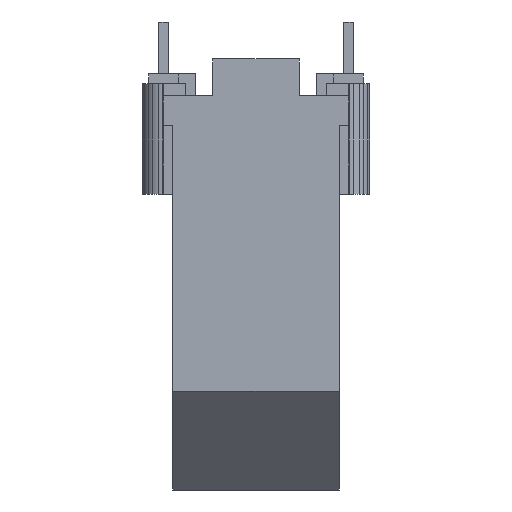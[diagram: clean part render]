
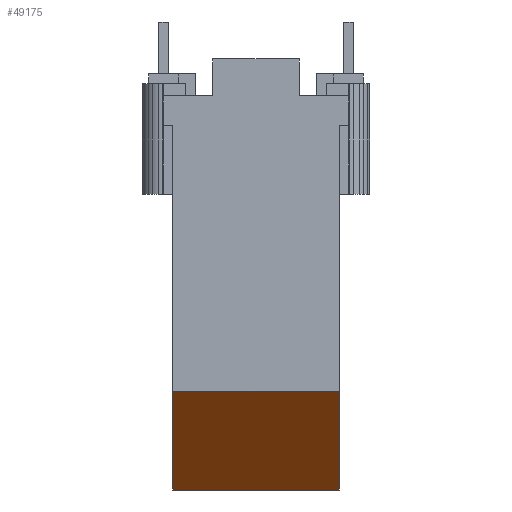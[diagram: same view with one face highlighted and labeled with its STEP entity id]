
A CAD part, front view. The second image highlights one B-rep face of the part: STEP entity #49175.
In plain terms, the highlighted planar face has unit normal (0, -0.707, -0.707).
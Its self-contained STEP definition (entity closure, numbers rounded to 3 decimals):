
#6030 = PLANE('',#6031);
#6031 = AXIS2_PLACEMENT_3D('',#6032,#6033,#6034);
#6032 = CARTESIAN_POINT('',(13.5,0.509,29.6));
#6033 = DIRECTION('',(1.,0.,0.));
#6034 = DIRECTION('',(0.,0.,1.));
#6157 = VERTEX_POINT('',#6158);
#6158 = CARTESIAN_POINT('',(13.5,0.,8.));
#6172 = PLANE('',#6173);
#6173 = AXIS2_PLACEMENT_3D('',#6174,#6175,#6176);
#6174 = CARTESIAN_POINT('',(14.3,0.,29.6));
#6175 = DIRECTION('',(0.,-1.,0.));
#6176 = DIRECTION('',(0.,0.,-1.));
#6184 = EDGE_CURVE('',#6185,#6157,#6187,.T.);
#6185 = VERTEX_POINT('',#6186);
#6186 = CARTESIAN_POINT('',(13.5,8.,0.));
#6187 = SURFACE_CURVE('',#6188,(#6192,#6199),.PCURVE_S1.);
#6188 = LINE('',#6189,#6190);
#6189 = CARTESIAN_POINT('',(13.5,8.,0.));
#6190 = VECTOR('',#6191,1.);
#6191 = DIRECTION('',(0.,-0.707,0.707));
#6192 = PCURVE('',#6030,#6193);
#6193 = DEFINITIONAL_REPRESENTATION('',(#6194),#6198);
#6194 = LINE('',#6195,#6196);
#6195 = CARTESIAN_POINT('',(-29.6,-7.491));
#6196 = VECTOR('',#6197,1.);
#6197 = DIRECTION('',(0.707,0.707));
#6198 = ( GEOMETRIC_REPRESENTATION_CONTEXT(2) 
PARAMETRIC_REPRESENTATION_CONTEXT() REPRESENTATION_CONTEXT('2D SPACE',''
  ) );
#6199 = PCURVE('',#6200,#6205);
#6200 = PLANE('',#6201);
#6201 = AXIS2_PLACEMENT_3D('',#6202,#6203,#6204);
#6202 = CARTESIAN_POINT('',(13.5,8.,0.));
#6203 = DIRECTION('',(0.,-0.707,
    -0.707));
#6204 = DIRECTION('',(0.,0.707,-0.707));
#6205 = DEFINITIONAL_REPRESENTATION('',(#6206),#6210);
#6206 = LINE('',#6207,#6208);
#6207 = CARTESIAN_POINT('',(0.,0.));
#6208 = VECTOR('',#6209,1.);
#6209 = DIRECTION('',(-1.,0.));
#6210 = ( GEOMETRIC_REPRESENTATION_CONTEXT(2) 
PARAMETRIC_REPRESENTATION_CONTEXT() REPRESENTATION_CONTEXT('2D SPACE',''
  ) );
#6228 = PLANE('',#6229);
#6229 = AXIS2_PLACEMENT_3D('',#6230,#6231,#6232);
#6230 = CARTESIAN_POINT('',(13.5,8.,0.));
#6231 = DIRECTION('',(0.,0.,-1.));
#6232 = DIRECTION('',(-1.,0.,0.));
#14891 = VERTEX_POINT('',#14892);
#14892 = CARTESIAN_POINT('',(0.,0.,8.));
#14906 = PLANE('',#14907);
#14907 = AXIS2_PLACEMENT_3D('',#14908,#14909,#14910);
#14908 = CARTESIAN_POINT('',(0.,31.491,29.6));
#14909 = DIRECTION('',(-1.,0.,0.));
#14910 = DIRECTION('',(0.,0.,-1.));
#14918 = EDGE_CURVE('',#14891,#6157,#14919,.T.);
#14919 = SURFACE_CURVE('',#14920,(#14924,#14931),.PCURVE_S1.);
#14920 = LINE('',#14921,#14922);
#14921 = CARTESIAN_POINT('',(0.,0.,8.));
#14922 = VECTOR('',#14923,1.);
#14923 = DIRECTION('',(1.,0.,0.));
#14924 = PCURVE('',#6172,#14925);
#14925 = DEFINITIONAL_REPRESENTATION('',(#14926),#14930);
#14926 = LINE('',#14927,#14928);
#14927 = CARTESIAN_POINT('',(21.6,-14.3));
#14928 = VECTOR('',#14929,1.);
#14929 = DIRECTION('',(0.,1.));
#14930 = ( GEOMETRIC_REPRESENTATION_CONTEXT(2) 
PARAMETRIC_REPRESENTATION_CONTEXT() REPRESENTATION_CONTEXT('2D SPACE',''
  ) );
#14931 = PCURVE('',#6200,#14932);
#14932 = DEFINITIONAL_REPRESENTATION('',(#14933),#14937);
#14933 = LINE('',#14934,#14935);
#14934 = CARTESIAN_POINT('',(-11.314,-13.5));
#14935 = VECTOR('',#14936,1.);
#14936 = DIRECTION('',(0.,1.));
#14937 = ( GEOMETRIC_REPRESENTATION_CONTEXT(2) 
PARAMETRIC_REPRESENTATION_CONTEXT() REPRESENTATION_CONTEXT('2D SPACE',''
  ) );
#34062 = VERTEX_POINT('',#34063);
#34063 = CARTESIAN_POINT('',(0.,8.,0.));
#34084 = EDGE_CURVE('',#14891,#34062,#34085,.T.);
#34085 = SURFACE_CURVE('',#34086,(#34090,#34097),.PCURVE_S1.);
#34086 = LINE('',#34087,#34088);
#34087 = CARTESIAN_POINT('',(0.,0.,8.));
#34088 = VECTOR('',#34089,1.);
#34089 = DIRECTION('',(0.,0.707,-0.707));
#34090 = PCURVE('',#14906,#34091);
#34091 = DEFINITIONAL_REPRESENTATION('',(#34092),#34096);
#34092 = LINE('',#34093,#34094);
#34093 = CARTESIAN_POINT('',(21.6,31.491));
#34094 = VECTOR('',#34095,1.);
#34095 = DIRECTION('',(0.707,-0.707));
#34096 = ( GEOMETRIC_REPRESENTATION_CONTEXT(2) 
PARAMETRIC_REPRESENTATION_CONTEXT() REPRESENTATION_CONTEXT('2D SPACE',''
  ) );
#34097 = PCURVE('',#6200,#34098);
#34098 = DEFINITIONAL_REPRESENTATION('',(#34099),#34103);
#34099 = LINE('',#34100,#34101);
#34100 = CARTESIAN_POINT('',(-11.314,-13.5));
#34101 = VECTOR('',#34102,1.);
#34102 = DIRECTION('',(1.,0.));
#34103 = ( GEOMETRIC_REPRESENTATION_CONTEXT(2) 
PARAMETRIC_REPRESENTATION_CONTEXT() REPRESENTATION_CONTEXT('2D SPACE',''
  ) );
#42749 = EDGE_CURVE('',#6185,#34062,#42750,.T.);
#42750 = SURFACE_CURVE('',#42751,(#42755,#42762),.PCURVE_S1.);
#42751 = LINE('',#42752,#42753);
#42752 = CARTESIAN_POINT('',(13.5,8.,0.));
#42753 = VECTOR('',#42754,1.);
#42754 = DIRECTION('',(-1.,0.,0.));
#42755 = PCURVE('',#6228,#42756);
#42756 = DEFINITIONAL_REPRESENTATION('',(#42757),#42761);
#42757 = LINE('',#42758,#42759);
#42758 = CARTESIAN_POINT('',(0.,0.));
#42759 = VECTOR('',#42760,1.);
#42760 = DIRECTION('',(1.,0.));
#42761 = ( GEOMETRIC_REPRESENTATION_CONTEXT(2) 
PARAMETRIC_REPRESENTATION_CONTEXT() REPRESENTATION_CONTEXT('2D SPACE',''
  ) );
#42762 = PCURVE('',#6200,#42763);
#42763 = DEFINITIONAL_REPRESENTATION('',(#42764),#42768);
#42764 = LINE('',#42765,#42766);
#42765 = CARTESIAN_POINT('',(0.,0.));
#42766 = VECTOR('',#42767,1.);
#42767 = DIRECTION('',(0.,-1.));
#42768 = ( GEOMETRIC_REPRESENTATION_CONTEXT(2) 
PARAMETRIC_REPRESENTATION_CONTEXT() REPRESENTATION_CONTEXT('2D SPACE',''
  ) );
#49175 = ADVANCED_FACE('',(#49176),#6200,.T.);
#49176 = FACE_BOUND('',#49177,.T.);
#49177 = EDGE_LOOP('',(#49178,#49179,#49180,#49181));
#49178 = ORIENTED_EDGE('',*,*,#6184,.T.);
#49179 = ORIENTED_EDGE('',*,*,#14918,.F.);
#49180 = ORIENTED_EDGE('',*,*,#34084,.T.);
#49181 = ORIENTED_EDGE('',*,*,#42749,.F.);
